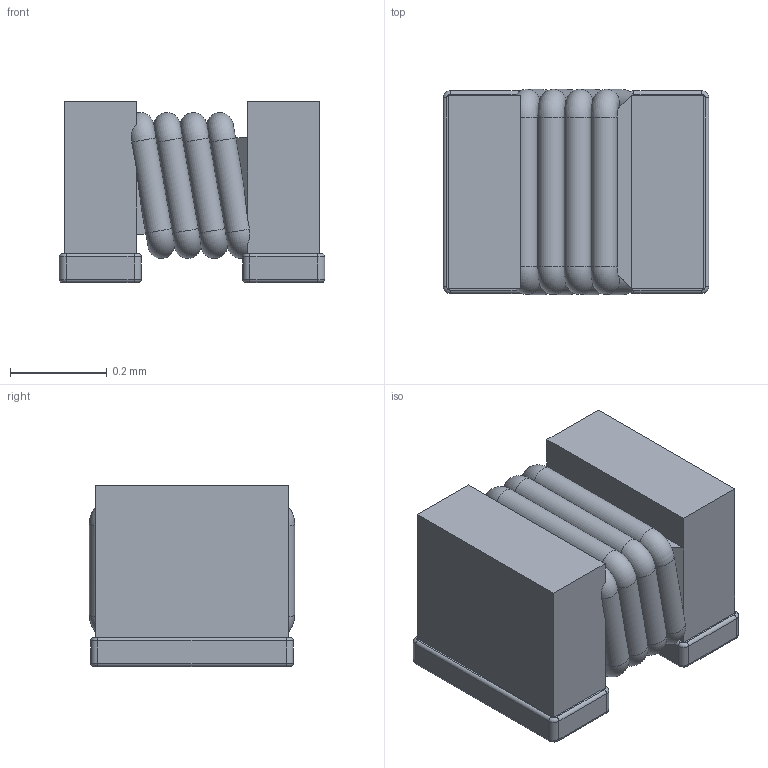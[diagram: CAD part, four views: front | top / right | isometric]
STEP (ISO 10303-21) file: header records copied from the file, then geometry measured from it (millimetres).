
FILE_DESCRIPTION(/* description */ (''),/* implementation_level */ '2;1');
FILE_NAME(/* name */ 'Murata - LQW03 base.step',/* time_stamp */ '2024-09-06T18:47:32+01:00',/* author */ (''),/* organization */ (''),/* preprocessor_version */ 'ST-DEVELOPER v20',/* originating_system */ 'Autodesk Translation Framework v13.14.0.145',/* authorisation */ '');
FILE_SCHEMA (('AUTOMOTIVE_DESIGN { 1 0 10303 214 3 1 1 }'));
Length unit declared in the file: millimetre
Products named in the file (1): Murata - LQW03
Bounding box: 0.55 x 0.42 x 0.38 mm (x, y, z)
Volume: 0.1 mm3; surface area: 1.7 mm2
Topology: 1 solids, 1 shells, 150 faces, 397 edges, 232 vertices
Faces by surface type: cylinder 61, torus 48, plane 41
Entity records: 5344 total; most frequent: CARTESIAN_POINT 1546, ORIENTED_EDGE 790, DIRECTION 751, EDGE_CURVE 395, AXIS2_PLACEMENT_3D 301, VERTEX_POINT 232, EDGE_LOOP 155, FACE_OUTER_BOUND 150
